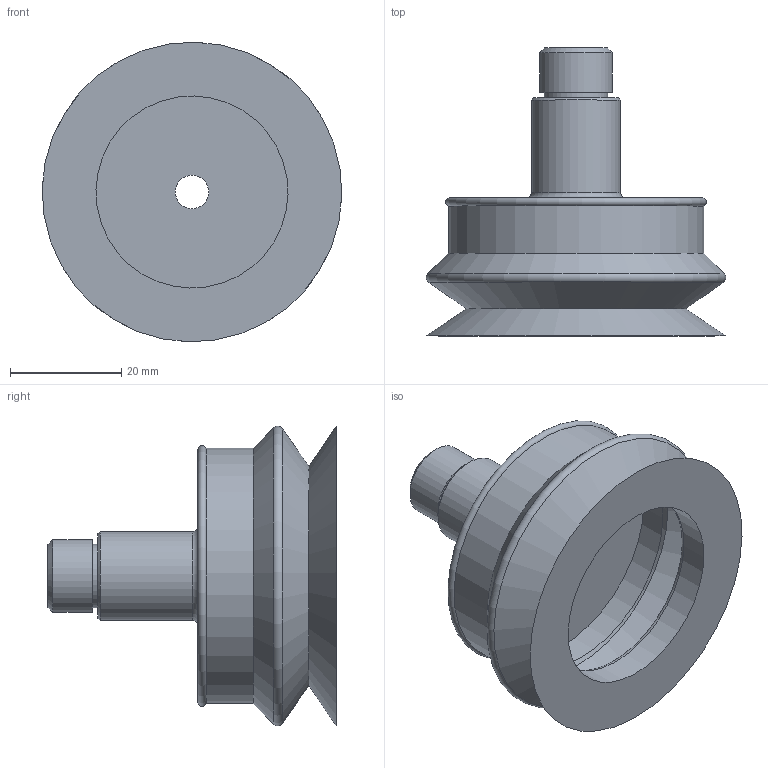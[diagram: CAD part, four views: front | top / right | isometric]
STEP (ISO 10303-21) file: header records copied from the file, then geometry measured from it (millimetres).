
FILE_DESCRIPTION(/* description */ (''),/* implementation_level */ '2;1');
FILE_NAME(/* name */ 'vf55-1nit_rac23r1-4m.stp',/* time_stamp */ '2020-10-26T10:39:52+01:00',/* author */ ('enginyeria'),/* organization */ (''),/* preprocessor_version */ 'ST-DEVELOPER v17.2',/* originating_system */ 'Autodesk Inventor 2019',/* authorisation */ '');
FILE_SCHEMA (('CONFIG_CONTROL_DESIGN'));
Length unit declared in the file: millimetre
Products named in the file (1): Pieza58
Bounding box: 53.98 x 51.89 x 53.98 mm (x, y, z)
Volume: 26190.7 mm3; surface area: 13733.7 mm2
Topology: 1 solids, 1 shells, 25 faces, 70 edges, 52 vertices
Faces by surface type: cylinder 7, plane 7, cone 7, torus 4
Full cylindrical faces by diameter (mm): 6 x1, 11.44 x1, 13.16 x1, 16 x1, 34.6 x1, 41.6 x1, 46 x1
Entity records: 956 total; most frequent: DIRECTION 178, CARTESIAN_POINT 148, ORIENTED_EDGE 140, AXIS2_PLACEMENT_3D 82, EDGE_CURVE 70, CIRCLE 56, VERTEX_POINT 52, EDGE_LOOP 32
